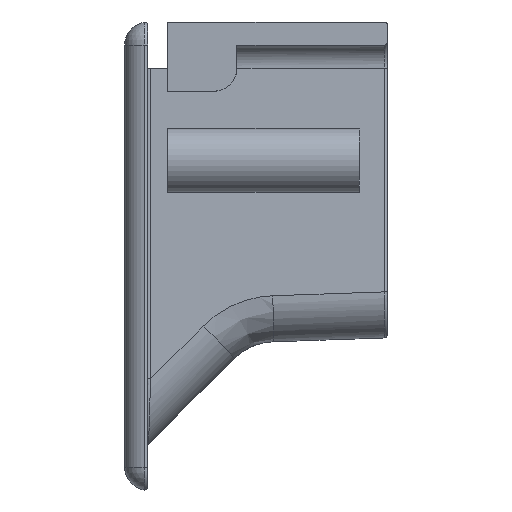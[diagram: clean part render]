
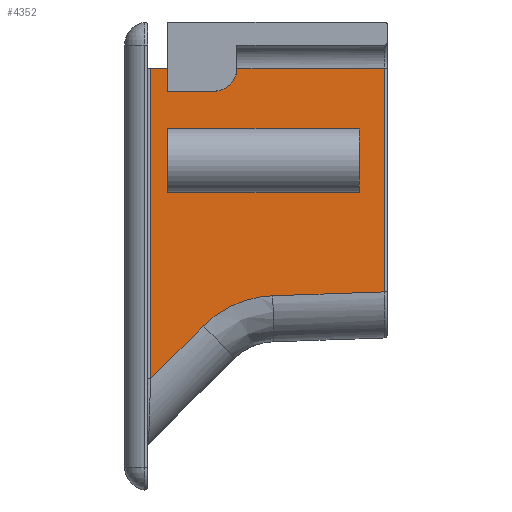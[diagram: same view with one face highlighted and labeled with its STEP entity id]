
A CAD part, left-side view. The second image highlights one B-rep face of the part: STEP entity #4352.
In plain terms, the highlighted planar face has unit normal (-0.999, -0.035, 0).
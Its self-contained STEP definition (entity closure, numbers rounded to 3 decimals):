
#3019=CARTESIAN_POINT('',(-48.01,0.29,16.5));
#3020=VERTEX_POINT('',#3019);
#3108=CARTESIAN_POINT('',(-48.524,15.,16.5));
#3109=VERTEX_POINT('',#3108);
#3165=CARTESIAN_POINT('',(-48.01,0.29,-5.814));
#3166=VERTEX_POINT('',#3165);
#3719=CARTESIAN_POINT('',(-48.01,0.29,-5.814));
#3720=DIRECTION('',(0.0,0.0,1.0));
#3721=VECTOR('',#3720,22.314);
#3722=LINE('',#3719,#3721);
#3723=EDGE_CURVE('',#3166,#3020,#3722,.T.);
#3736=CARTESIAN_POINT('',(-48.01,0.29,16.5));
#3737=DIRECTION('',(-0.035,0.999,0.));
#3738=VECTOR('',#3737,14.719);
#3739=LINE('',#3736,#3738);
#3740=EDGE_CURVE('',#3020,#3109,#3739,.T.);
#3753=CARTESIAN_POINT('',(-48.604,17.3,14.2));
#3754=VERTEX_POINT('',#3753);
#3761=CARTESIAN_POINT('',(-48.524,15.,16.5));
#3762=CARTESIAN_POINT('',(-48.524,15.,16.181));
#3763=CARTESIAN_POINT('',(-48.526,15.069,15.832));
#3764=CARTESIAN_POINT('',(-48.532,15.226,15.505));
#3765=CARTESIAN_POINT('',(-48.537,15.377,15.19));
#3766=CARTESIAN_POINT('',(-48.545,15.61,14.899));
#3767=CARTESIAN_POINT('',(-48.555,15.893,14.68));
#3768=CARTESIAN_POINT('',(-48.565,16.188,14.453));
#3769=CARTESIAN_POINT('',(-48.577,16.532,14.305));
#3770=CARTESIAN_POINT('',(-48.589,16.867,14.241));
#3771=CARTESIAN_POINT('',(-48.594,17.015,14.213));
#3772=CARTESIAN_POINT('',(-48.599,17.16,14.2));
#3773=CARTESIAN_POINT('',(-48.604,17.3,14.2));
#3774=B_SPLINE_CURVE_WITH_KNOTS('',3,(#3761,#3762,#3763,#3764,#3765,#3766,#3767,#3768,#3769,#3770,#3771,#3772,#3773),.UNSPECIFIED.,.F.,.U.,(4,3,3,3,4),(0.,0.462,0.906,1.368,1.571),.UNSPECIFIED.);
#3775=EDGE_CURVE('',#3109,#3754,#3774,.T.);
#3787=CARTESIAN_POINT('',(-48.765,21.9,14.2));
#3788=VERTEX_POINT('',#3787);
#3795=CARTESIAN_POINT('',(-48.604,17.3,14.2));
#3796=DIRECTION('',(-0.035,0.999,0.));
#3797=VECTOR('',#3796,4.603);
#3798=LINE('',#3795,#3797);
#3799=EDGE_CURVE('',#3754,#3788,#3798,.T.);
#3828=CARTESIAN_POINT('',(-48.399,11.435,-6.204));
#3829=VERTEX_POINT('',#3828);
#3837=CARTESIAN_POINT('',(-48.641,18.359,-9.214));
#3838=VERTEX_POINT('',#3837);
#3839=CARTESIAN_POINT('',(-48.641,18.359,-9.214));
#3840=CARTESIAN_POINT('',(-48.625,17.903,-8.759));
#3841=CARTESIAN_POINT('',(-48.608,17.408,-8.348));
#3842=CARTESIAN_POINT('',(-48.57,16.337,-7.619));
#3843=CARTESIAN_POINT('',(-48.551,15.773,-7.308));
#3844=CARTESIAN_POINT('',(-48.51,14.592,-6.794));
#3845=CARTESIAN_POINT('',(-48.488,13.98,-6.594));
#3846=CARTESIAN_POINT('',(-48.444,12.717,-6.309));
#3847=CARTESIAN_POINT('',(-48.422,12.079,-6.226));
#3848=CARTESIAN_POINT('',(-48.399,11.435,-6.204));
#3849=B_SPLINE_CURVE_WITH_KNOTS('',3,(#3839,#3840,#3841,#3842,#3843,#3844,#3845,#3846,#3847,#3848),.UNSPECIFIED.,.F.,.U.,(4,2,2,2,4),(0.0,0.25,0.5,0.75,1.0),.UNSPECIFIED.);
#3850=EDGE_CURVE('',#3838,#3829,#3849,.T.);
#3871=CARTESIAN_POINT('',(-48.399,11.435,-6.204));
#3872=DIRECTION('',(0.035,-0.999,0.035));
#3873=VECTOR('',#3872,11.159);
#3874=LINE('',#3871,#3873);
#3875=EDGE_CURVE('',#3829,#3166,#3874,.T.);
#3885=CARTESIAN_POINT('',(-48.321,9.2,4.397));
#3886=VERTEX_POINT('',#3885);
#3887=CARTESIAN_POINT('',(-48.765,21.9,4.653));
#3888=VERTEX_POINT('',#3887);
#3889=CARTESIAN_POINT('',(-48.321,9.2,4.397));
#3890=DIRECTION('',(-0.035,0.999,0.02));
#3891=VECTOR('',#3890,12.71);
#3892=LINE('',#3889,#3891);
#3893=EDGE_CURVE('',#3886,#3888,#3892,.T.);
#3918=CARTESIAN_POINT('',(-48.765,21.9,9.947));
#3919=VERTEX_POINT('',#3918);
#3926=CARTESIAN_POINT('',(-48.765,21.9,4.653));
#3927=DIRECTION('',(0.0,0.0,1.0));
#3928=VECTOR('',#3927,5.295);
#3929=LINE('',#3926,#3928);
#3930=EDGE_CURVE('',#3888,#3919,#3929,.T.);
#3943=CARTESIAN_POINT('',(-48.321,9.2,10.203));
#3944=VERTEX_POINT('',#3943);
#3945=CARTESIAN_POINT('',(-48.765,21.9,9.947));
#3946=DIRECTION('',(0.035,-0.999,0.02));
#3947=VECTOR('',#3946,12.71);
#3948=LINE('',#3945,#3947);
#3949=EDGE_CURVE('',#3919,#3944,#3948,.T.);
#3967=CARTESIAN_POINT('',(-48.321,9.2,10.203));
#3968=DIRECTION('',(0.0,0.0,-1.0));
#3969=VECTOR('',#3968,5.807);
#3970=LINE('',#3967,#3969);
#3971=EDGE_CURVE('',#3944,#3886,#3970,.T.);
#4169=CARTESIAN_POINT('',(-48.765,21.9,16.5));
#4170=VERTEX_POINT('',#4169);
#4177=CARTESIAN_POINT('',(-48.765,21.9,14.2));
#4178=DIRECTION('',(0.,0.0,1.0));
#4179=VECTOR('',#4178,2.3);
#4180=LINE('',#4177,#4179);
#4181=EDGE_CURVE('',#3788,#4170,#4180,.T.);
#4292=CARTESIAN_POINT('',(-48.824,23.61,-14.466));
#4293=VERTEX_POINT('',#4292);
#4294=CARTESIAN_POINT('',(-48.824,23.61,-14.466));
#4295=DIRECTION('',(0.025,-0.707,0.707));
#4296=VECTOR('',#4295,7.429);
#4297=LINE('',#4294,#4296);
#4298=EDGE_CURVE('',#4293,#3838,#4297,.T.);
#4317=CARTESIAN_POINT('',(-48.859,24.61,17.5));
#4318=DIRECTION('',(-0.999,-0.035,0.0));
#4319=DIRECTION('',(0.0,0.0,1.0));
#4320=AXIS2_PLACEMENT_3D('',#4317,#4318,#4319);
#4321=PLANE('',#4320);
#4322=ORIENTED_EDGE('',*,*,#3850,.T.);
#4323=ORIENTED_EDGE('',*,*,#3875,.T.);
#4324=ORIENTED_EDGE('',*,*,#3723,.T.);
#4325=ORIENTED_EDGE('',*,*,#3740,.T.);
#4326=ORIENTED_EDGE('',*,*,#3775,.T.);
#4327=ORIENTED_EDGE('',*,*,#3799,.T.);
#4328=ORIENTED_EDGE('',*,*,#4181,.T.);
#4329=CARTESIAN_POINT('',(-48.824,23.61,16.5));
#4330=VERTEX_POINT('',#4329);
#4331=CARTESIAN_POINT('',(-48.824,23.61,16.5));
#4332=DIRECTION('',(0.035,-0.999,0.));
#4333=VECTOR('',#4332,1.712);
#4334=LINE('',#4331,#4333);
#4335=EDGE_CURVE('',#4330,#4170,#4334,.T.);
#4336=ORIENTED_EDGE('',*,*,#4335,.F.);
#4337=CARTESIAN_POINT('',(-48.824,23.61,-14.466));
#4338=DIRECTION('',(0.0,0.0,1.0));
#4339=VECTOR('',#4338,30.966);
#4340=LINE('',#4337,#4339);
#4341=EDGE_CURVE('',#4293,#4330,#4340,.T.);
#4342=ORIENTED_EDGE('',*,*,#4341,.F.);
#4343=ORIENTED_EDGE('',*,*,#4298,.T.);
#4344=EDGE_LOOP('',(#4322,#4323,#4324,#4325,#4326,#4327,#4328,#4336,#4342,#4343));
#4345=FACE_OUTER_BOUND('',#4344,.T.);
#4346=ORIENTED_EDGE('',*,*,#3949,.T.);
#4347=ORIENTED_EDGE('',*,*,#3971,.T.);
#4348=ORIENTED_EDGE('',*,*,#3893,.T.);
#4349=ORIENTED_EDGE('',*,*,#3930,.T.);
#4350=EDGE_LOOP('',(#4346,#4347,#4348,#4349));
#4351=FACE_BOUND('',#4350,.T.);
#4352=ADVANCED_FACE('',(#4345,#4351),#4321,.T.);
